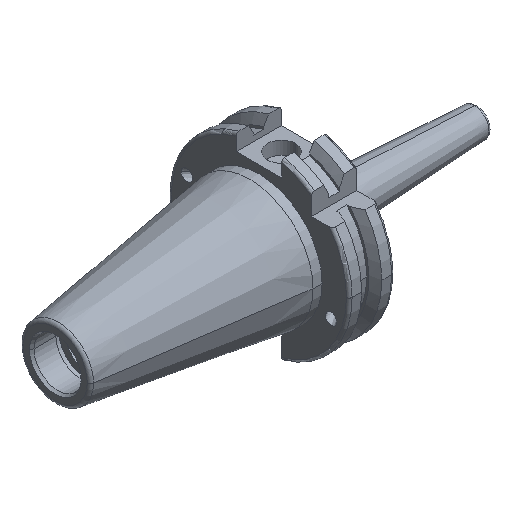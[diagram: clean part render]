
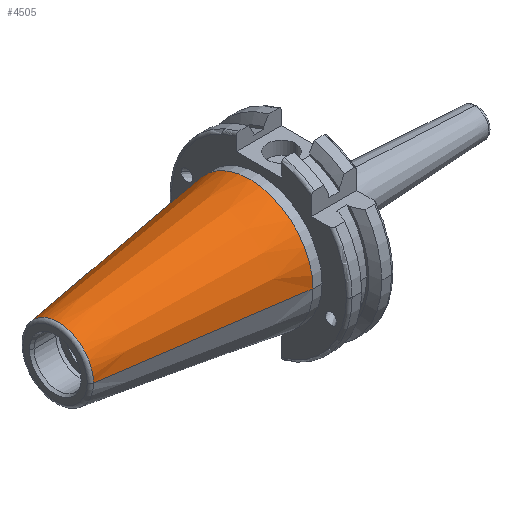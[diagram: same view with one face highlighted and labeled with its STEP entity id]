
A CAD part, isometric view. The second image highlights one B-rep face of the part: STEP entity #4505.
In plain terms, the highlighted conical face has half-angle 8.297 degrees and reference radius 22.225 mm.
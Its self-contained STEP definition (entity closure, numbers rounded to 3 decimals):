
#5 = ORIENTED_EDGE ( 'NONE', *, *, #5025, .T. ) ;
#439 = VERTEX_POINT ( 'NONE', #3516 ) ;
#641 = AXIS2_PLACEMENT_3D ( 'NONE', #1432, #4339, #1880 ) ;
#1004 = ORIENTED_EDGE ( 'NONE', *, *, #3921, .T. ) ;
#1129 = ORIENTED_EDGE ( 'NONE', *, *, #3180, .F. ) ;
#1395 = AXIS2_PLACEMENT_3D ( 'NONE', #3704, #2061, #4917 ) ;
#1432 = CARTESIAN_POINT ( 'NONE',  ( 0., 0., 0. ) ) ;
#1807 = VERTEX_POINT ( 'NONE', #5138 ) ;
#1821 = CONICAL_SURFACE ( 'NONE', #1395, 22.225, 0.145 ) ;
#1880 = DIRECTION ( 'NONE',  ( 0., -1., 0. ) ) ;
#2061 = DIRECTION ( 'NONE',  ( 1., 0., 0. ) ) ;
#2087 = VECTOR ( 'NONE', #3893, 1000. ) ;
#2310 = CARTESIAN_POINT ( 'NONE',  ( -67.373, 0., 0. ) ) ;
#2348 = VECTOR ( 'NONE', #4026, 1000. ) ;
#2717 = DIRECTION ( 'NONE',  ( 0., -1., 0. ) ) ;
#3015 = VERTEX_POINT ( 'NONE', #3813 ) ;
#3180 = EDGE_CURVE ( 'NONE', #1807, #4242, #4175, .T. ) ;
#3310 = AXIS2_PLACEMENT_3D ( 'NONE', #2310, #5175, #2717 ) ;
#3475 = CARTESIAN_POINT ( 'NONE',  ( 0., -22.225, 0. ) ) ;
#3477 = ORIENTED_EDGE ( 'NONE', *, *, #4450, .F. ) ;
#3516 = CARTESIAN_POINT ( 'NONE',  ( 0., 22.225, 0. ) ) ;
#3612 = CARTESIAN_POINT ( 'NONE',  ( 0., 22.225, 0. ) ) ;
#3704 = CARTESIAN_POINT ( 'NONE',  ( 0., 0., 0. ) ) ;
#3813 = CARTESIAN_POINT ( 'NONE',  ( 0., -22.225, 0. ) ) ;
#3880 = EDGE_LOOP ( 'NONE', ( #1129, #1004, #5, #3477 ) ) ;
#3893 = DIRECTION ( 'NONE',  ( 0.99, -0.144, 0. ) ) ;
#3921 = EDGE_CURVE ( 'NONE', #1807, #3015, #5354, .T. ) ;
#3944 = CARTESIAN_POINT ( 'NONE',  ( -67.373, 12.4, 0. ) ) ;
#4026 = DIRECTION ( 'NONE',  ( 0.99, 0.144, 0. ) ) ;
#4136 = FACE_OUTER_BOUND ( 'NONE', #3880, .T. ) ;
#4175 = CIRCLE ( 'NONE', #3310, 12.4 ) ;
#4242 = VERTEX_POINT ( 'NONE', #3944 ) ;
#4259 = CIRCLE ( 'NONE', #641, 22.225 ) ;
#4339 = DIRECTION ( 'NONE',  ( -1., 0., 0. ) ) ;
#4450 = EDGE_CURVE ( 'NONE', #4242, #439, #4513, .T. ) ;
#4505 = ADVANCED_FACE ( 'NONE', ( #4136 ), #1821, .T. ) ;
#4513 = LINE ( 'NONE', #3612, #2348 ) ;
#4917 = DIRECTION ( 'NONE',  ( 0., 1., 0. ) ) ;
#5025 = EDGE_CURVE ( 'NONE', #3015, #439, #4259, .T. ) ;
#5138 = CARTESIAN_POINT ( 'NONE',  ( -67.373, -12.4, 0. ) ) ;
#5175 = DIRECTION ( 'NONE',  ( -1., 0., 0. ) ) ;
#5354 = LINE ( 'NONE', #3475, #2087 ) ;
